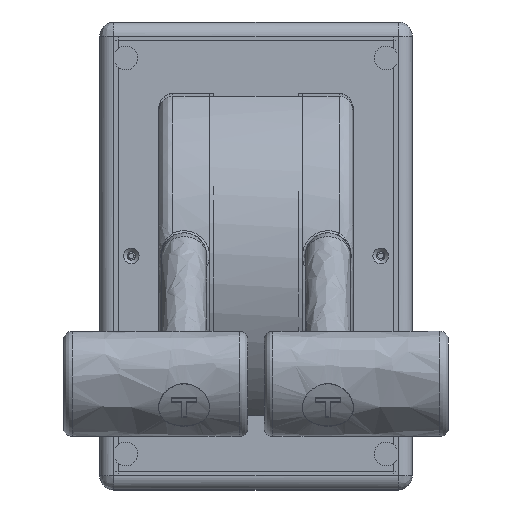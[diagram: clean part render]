
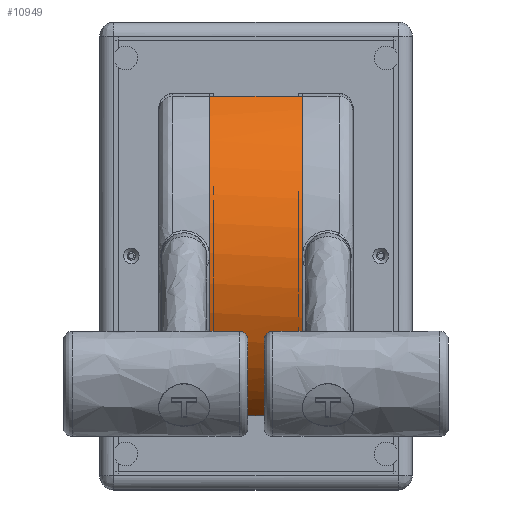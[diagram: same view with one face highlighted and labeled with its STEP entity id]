
A CAD part, top view. The second image highlights one B-rep face of the part: STEP entity #10949.
In plain terms, the highlighted free-form (B-spline) face has degree [2, 1] with [3, 2] control points.
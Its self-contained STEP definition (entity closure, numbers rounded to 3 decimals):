
#9545 = VERTEX_POINT('',#9546);
#9546 = CARTESIAN_POINT('',(13.512,46.514,
    4.821));
#9620 = VERTEX_POINT('',#9621);
#9621 = CARTESIAN_POINT('',(13.512,-46.514,
    4.821));
#9859 = VERTEX_POINT('',#9860);
#9860 = CARTESIAN_POINT('',(-13.512,46.514,
    4.821));
#9865 = EDGE_CURVE('',#9859,#9545,#9866,.T.);
#9866 = B_SPLINE_CURVE_WITH_KNOTS('',1,(#9867,#9868),.UNSPECIFIED.,.F.,
  .F.,(2,2),(-16.375,16.375),.PIECEWISE_BEZIER_KNOTS.);
#9867 = CARTESIAN_POINT('',(-13.512,46.514,
    4.821));
#9868 = CARTESIAN_POINT('',(13.512,46.514,
    4.821));
#9879 = EDGE_CURVE('',#9620,#9880,#9882,.T.);
#9880 = VERTEX_POINT('',#9881);
#9881 = CARTESIAN_POINT('',(-13.512,-46.514,
    4.821));
#9882 = B_SPLINE_CURVE_WITH_KNOTS('',1,(#9883,#9884),.UNSPECIFIED.,.F.,
  .F.,(2,2),(-16.375,16.375),.PIECEWISE_BEZIER_KNOTS.);
#9883 = CARTESIAN_POINT('',(13.512,-46.514,
    4.821));
#9884 = CARTESIAN_POINT('',(-13.512,-46.514,
    4.821));
#10133 = EDGE_CURVE('',#9859,#9880,#10134,.T.);
#10134 = ( BOUNDED_CURVE() B_SPLINE_CURVE(2,(#10135,#10136,#10137),
.UNSPECIFIED.,.F.,.F.) B_SPLINE_CURVE_WITH_KNOTS((3,3),(0.,
1.915),.PIECEWISE_BEZIER_KNOTS.) CURVE() 
GEOMETRIC_REPRESENTATION_ITEM() RATIONAL_B_SPLINE_CURVE((1.,
0.576,1.)) REPRESENTATION_ITEM('') );
#10135 = CARTESIAN_POINT('',(-13.512,46.514,
    4.821));
#10136 = CARTESIAN_POINT('',(-13.512,0.,
    70.914));
#10137 = CARTESIAN_POINT('',(-13.512,-46.514,
    4.821));
#10949 = ADVANCED_FACE('',(#10950),#10961,.T.);
#10950 = FACE_BOUND('',#10951,.T.);
#10951 = EDGE_LOOP('',(#10952,#10958,#10959,#10960));
#10952 = ORIENTED_EDGE('',*,*,#10953,.T.);
#10953 = EDGE_CURVE('',#9620,#9545,#10954,.T.);
#10954 = ( BOUNDED_CURVE() B_SPLINE_CURVE(2,(#10955,#10956,#10957),
.UNSPECIFIED.,.F.,.F.) B_SPLINE_CURVE_WITH_KNOTS((3,3),(4.368,
6.283),.PIECEWISE_BEZIER_KNOTS.) CURVE() 
GEOMETRIC_REPRESENTATION_ITEM() RATIONAL_B_SPLINE_CURVE((1.,
0.576,1.)) REPRESENTATION_ITEM('') );
#10955 = CARTESIAN_POINT('',(13.512,-46.514,
    4.821));
#10956 = CARTESIAN_POINT('',(13.512,0.,
    70.914));
#10957 = CARTESIAN_POINT('',(13.512,46.514,
    4.821));
#10958 = ORIENTED_EDGE('',*,*,#9865,.F.);
#10959 = ORIENTED_EDGE('',*,*,#10133,.T.);
#10960 = ORIENTED_EDGE('',*,*,#9879,.F.);
#10961 = ( BOUNDED_SURFACE() B_SPLINE_SURFACE(2,1,(
    (#10962,#10963)
    ,(#10964,#10965)
    ,(#10966,#10967
)),.UNSPECIFIED.,.F.,.F.,.F.) B_SPLINE_SURFACE_WITH_KNOTS((3,3),(2,2),(
    3.142,5.057),(-16.375,16.375),
.PIECEWISE_BEZIER_KNOTS.) GEOMETRIC_REPRESENTATION_ITEM() 
RATIONAL_B_SPLINE_SURFACE((
    (1.,1.)
    ,(0.576,0.576)
,(1.,1.))) REPRESENTATION_ITEM('') SURFACE() );
#10962 = CARTESIAN_POINT('',(-13.512,46.514,
    4.821));
#10963 = CARTESIAN_POINT('',(13.512,46.514,
    4.821));
#10964 = CARTESIAN_POINT('',(-13.512,0.,
    70.914));
#10965 = CARTESIAN_POINT('',(13.512,0.,
    70.914));
#10966 = CARTESIAN_POINT('',(-13.512,-46.514,
    4.821));
#10967 = CARTESIAN_POINT('',(13.512,-46.514,
    4.821));
